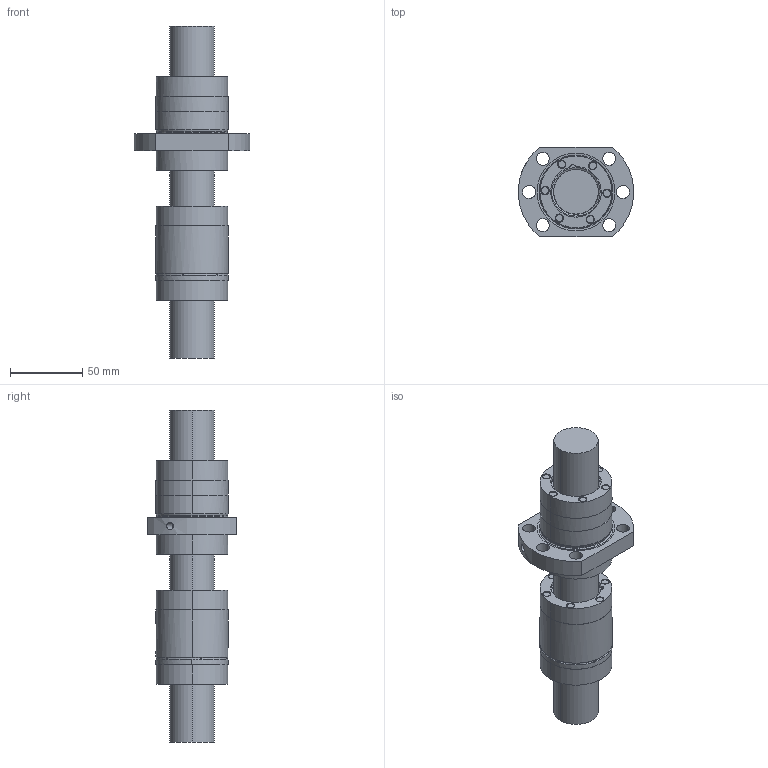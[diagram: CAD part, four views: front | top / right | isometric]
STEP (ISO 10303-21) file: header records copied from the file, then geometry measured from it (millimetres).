
FILE_DESCRIPTION(('Creo Elements/Direct Modeling STEP Export'),'2;1');
FILE_NAME('HSB-KGT-M-3260RH-6g.stp','2015-05-13T16:28:12',(''),(''),'Creo Elements/Direct Modeling STEP processor for AP214 (Solid Model)','Creo Elements/Direct Modeling 18.1F 24-Jul-2014 (C) Parametric Technology GmbH','');
FILE_SCHEMA(('AUTOMOTIVE_DESIGN { 1 0 10303 214 1 1 1 1 }'));
Length unit declared in the file: millimetre
Products named in the file (3): HSB-KGM-F-3260RH-6g_23964; HSB-KGM-M-3260RH-6g_23584; HSB-KGS-3260RH-6g-T7_23585
Bounding box: 79.74 x 62 x 230 mm (x, y, z)
Volume: 351046.3 mm3; surface area: 69315.7 mm2
Topology: 3 solids, 3 shells, 250 faces, 701 edges, 496 vertices
Faces by surface type: cylinder 118, cone 74, plane 50, torus 8
Entity records: 13910 total; most frequent: CARTESIAN_POINT 6080, ORIENTED_EDGE 1398, DIRECTION 1022, EDGE_CURVE 699, VERTEX_POINT 496, AXIS2_PLACEMENT_3D 412, EDGE_LOOP 307, COLOUR_RGB 253
